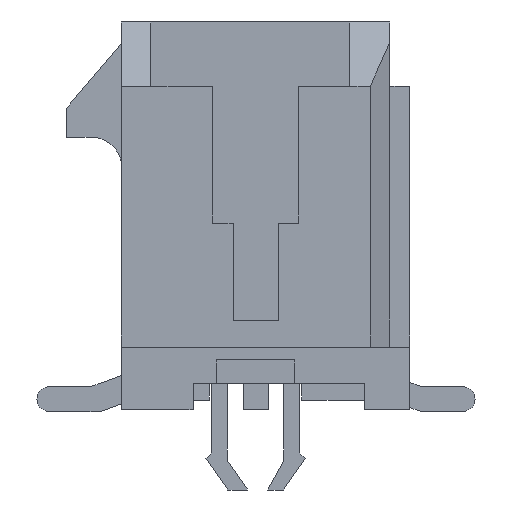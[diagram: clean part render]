
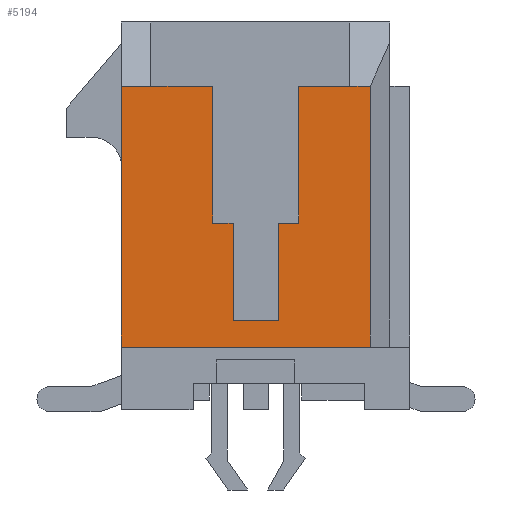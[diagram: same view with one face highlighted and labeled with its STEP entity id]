
A CAD part, left-side view. The second image highlights one B-rep face of the part: STEP entity #5194.
In plain terms, the highlighted planar face has unit normal (-1, 0, 0).
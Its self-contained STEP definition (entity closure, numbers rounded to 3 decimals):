
#1=DIRECTION('',(0.,0.,-1.));
#2=VECTOR('',#1,3.5);
#3=CARTESIAN_POINT('',(-7.825,-1.1,3.315));
#4=LINE('',#3,#2);
#5=DIRECTION('',(0.,1.,0.));
#6=VECTOR('',#5,1.31);
#7=CARTESIAN_POINT('',(-7.825,-2.41,3.315));
#8=LINE('',#7,#6);
#9=DIRECTION('',(0.,-1.,0.));
#10=VECTOR('',#9,0.52);
#11=CARTESIAN_POINT('',(-7.825,-2.41,3.315));
#12=LINE('',#11,#10);
#13=DIRECTION('',(0.,0.,-1.));
#14=VECTOR('',#13,6.67);
#15=CARTESIAN_POINT('',(-7.825,-2.93,3.315));
#16=LINE('',#15,#14);
#17=DIRECTION('',(0.,1.,0.));
#18=VECTOR('',#17,6.36);
#19=CARTESIAN_POINT('',(-7.825,-2.93,-3.355));
#20=LINE('',#19,#18);
#21=DIRECTION('',(0.,0.,1.));
#22=VECTOR('',#21,6.67);
#23=CARTESIAN_POINT('',(-7.825,3.43,-3.355));
#24=LINE('',#23,#22);
#25=DIRECTION('',(0.,-1.,0.));
#26=VECTOR('',#25,0.75);
#27=CARTESIAN_POINT('',(-7.825,3.43,3.315));
#28=LINE('',#27,#26);
#29=DIRECTION('',(0.,1.,0.));
#30=VECTOR('',#29,1.58);
#31=CARTESIAN_POINT('',(-7.825,1.1,3.315));
#32=LINE('',#31,#30);
#33=DIRECTION('',(0.,0.,-1.));
#34=VECTOR('',#33,3.5);
#35=CARTESIAN_POINT('',(-7.825,1.1,3.315));
#36=LINE('',#35,#34);
#37=DIRECTION('',(0.,1.,0.));
#38=VECTOR('',#37,0.525);
#39=CARTESIAN_POINT('',(-7.825,0.575,-0.185));
#40=LINE('',#39,#38);
#41=DIRECTION('',(0.,0.,1.));
#42=VECTOR('',#41,2.5);
#43=CARTESIAN_POINT('',(-7.825,0.575,-2.685));
#44=LINE('',#43,#42);
#45=DIRECTION('',(0.,1.,0.));
#46=VECTOR('',#45,1.15);
#47=CARTESIAN_POINT('',(-7.825,-0.575,-2.685));
#48=LINE('',#47,#46);
#49=DIRECTION('',(0.,0.,-1.));
#50=VECTOR('',#49,2.5);
#51=CARTESIAN_POINT('',(-7.825,-0.575,-0.185));
#52=LINE('',#51,#50);
#53=DIRECTION('',(0.,1.,0.));
#54=VECTOR('',#53,0.525);
#55=CARTESIAN_POINT('',(-7.825,-1.1,-0.185));
#56=LINE('',#55,#54);
#3924=CARTESIAN_POINT('',(-7.825,3.43,3.315));
#3926=VERTEX_POINT('',#3924);
#3975=CARTESIAN_POINT('',(-7.825,2.68,3.315));
#3976=VERTEX_POINT('',#3975);
#3977=CARTESIAN_POINT('',(-7.825,-2.41,3.315));
#3978=VERTEX_POINT('',#3977);
#4151=CARTESIAN_POINT('',(-7.825,-1.1,3.315));
#4152=CARTESIAN_POINT('',(-7.825,-1.1,-0.185));
#4153=VERTEX_POINT('',#4151);
#4154=VERTEX_POINT('',#4152);
#4155=CARTESIAN_POINT('',(-7.825,-0.575,-0.185));
#4156=VERTEX_POINT('',#4155);
#4157=CARTESIAN_POINT('',(-7.825,-0.575,-2.685));
#4158=VERTEX_POINT('',#4157);
#4159=CARTESIAN_POINT('',(-7.825,0.575,-2.685));
#4160=VERTEX_POINT('',#4159);
#4161=CARTESIAN_POINT('',(-7.825,0.575,-0.185));
#4162=VERTEX_POINT('',#4161);
#4163=CARTESIAN_POINT('',(-7.825,1.1,-0.185));
#4164=VERTEX_POINT('',#4163);
#4165=CARTESIAN_POINT('',(-7.825,1.1,3.315));
#4166=VERTEX_POINT('',#4165);
#4645=CARTESIAN_POINT('',(-7.825,3.43,-3.355));
#4646=VERTEX_POINT('',#4645);
#4655=CARTESIAN_POINT('',(-7.825,-2.93,3.315));
#4656=VERTEX_POINT('',#4655);
#4657=CARTESIAN_POINT('',(-7.825,-2.93,-3.355));
#4658=VERTEX_POINT('',#4657);
#5159=CARTESIAN_POINT('',(-7.825,0.,0.));
#5160=DIRECTION('',(1.,0.,0.));
#5161=DIRECTION('',(0.,0.,-1.));
#5162=AXIS2_PLACEMENT_3D('',#5159,#5160,#5161);
#5163=PLANE('',#5162);
#5165=ORIENTED_EDGE('',*,*,#5164,.F.);
#5167=ORIENTED_EDGE('',*,*,#5166,.F.);
#5169=ORIENTED_EDGE('',*,*,#5168,.T.);
#5171=ORIENTED_EDGE('',*,*,#5170,.T.);
#5173=ORIENTED_EDGE('',*,*,#5172,.T.);
#5175=ORIENTED_EDGE('',*,*,#5174,.T.);
#5177=ORIENTED_EDGE('',*,*,#5176,.T.);
#5179=ORIENTED_EDGE('',*,*,#5178,.F.);
#5181=ORIENTED_EDGE('',*,*,#5180,.T.);
#5183=ORIENTED_EDGE('',*,*,#5182,.F.);
#5185=ORIENTED_EDGE('',*,*,#5184,.F.);
#5187=ORIENTED_EDGE('',*,*,#5186,.F.);
#5189=ORIENTED_EDGE('',*,*,#5188,.F.);
#5191=ORIENTED_EDGE('',*,*,#5190,.F.);
#5192=EDGE_LOOP('',(#5165,#5167,#5169,#5171,#5173,#5175,#5177,#5179,#5181,#5183,
#5185,#5187,#5189,#5191));
#5193=FACE_OUTER_BOUND('',#5192,.F.);
#5194=ADVANCED_FACE('',(#5193),#5163,.F.);
#5164=EDGE_CURVE('',#4153,#4154,#4,.T.);
#5166=EDGE_CURVE('',#3978,#4153,#8,.T.);
#5168=EDGE_CURVE('',#3978,#4656,#12,.T.);
#5170=EDGE_CURVE('',#4656,#4658,#16,.T.);
#5172=EDGE_CURVE('',#4658,#4646,#20,.T.);
#5174=EDGE_CURVE('',#4646,#3926,#24,.T.);
#5176=EDGE_CURVE('',#3926,#3976,#28,.T.);
#5178=EDGE_CURVE('',#4166,#3976,#32,.T.);
#5180=EDGE_CURVE('',#4166,#4164,#36,.T.);
#5182=EDGE_CURVE('',#4162,#4164,#40,.T.);
#5184=EDGE_CURVE('',#4160,#4162,#44,.T.);
#5186=EDGE_CURVE('',#4158,#4160,#48,.T.);
#5188=EDGE_CURVE('',#4156,#4158,#52,.T.);
#5190=EDGE_CURVE('',#4154,#4156,#56,.T.);
